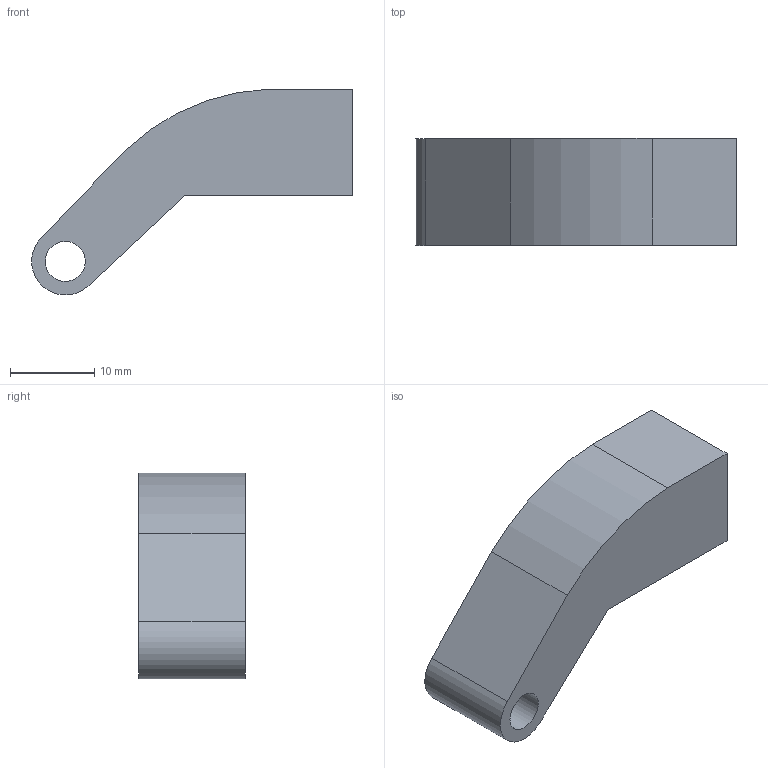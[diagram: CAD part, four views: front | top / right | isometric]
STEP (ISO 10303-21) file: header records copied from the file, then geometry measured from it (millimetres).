
FILE_DESCRIPTION(/* description */ (''),/* implementation_level */ '2;1');
FILE_NAME(/* name */ 'deltaquad_endrod_2_ipt_3f1a7af7.STEP',/* time_stamp */ '2017-02-10T12:02:19-05:00',/* author */ ('stevy'),/* organization */ (''),/* preprocessor_version */ 'ST-DEVELOPER v16.1',/* originating_system */ 'Autodesk Inventor 2016',/* authorisation */ '');
FILE_SCHEMA (('AUTOMOTIVE_DESIGN { 1 0 10303 214 3 1 1 }'));
Length unit declared in the file: millimetre
Products named in the file (1): deltaquad_endrod_2
Bounding box: 38.13 x 12.7 x 24.48 mm (x, y, z)
Volume: 4922.8 mm3; surface area: 2643.1 mm2
Topology: 1 solids, 1 shells, 12 faces, 27 edges, 18 vertices
Faces by surface type: plane 8, cylinder 4
Full cylindrical faces by diameter (mm): 4.762 x1, 4.77 x1
Entity records: 357 total; most frequent: DIRECTION 59, CARTESIAN_POINT 56, ORIENTED_EDGE 50, EDGE_CURVE 25, AXIS2_PLACEMENT_3D 21, VERTEX_POINT 18, EDGE_LOOP 17, LINE 17
